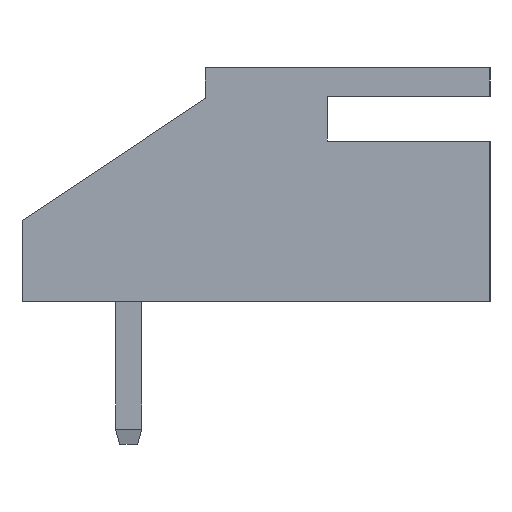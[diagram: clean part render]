
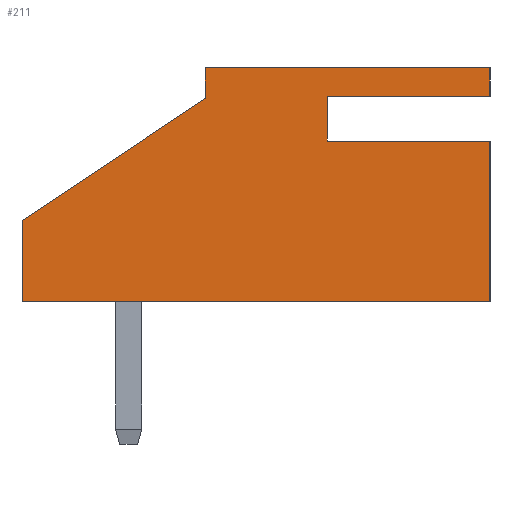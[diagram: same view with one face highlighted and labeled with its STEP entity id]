
A CAD part, left-side view. The second image highlights one B-rep face of the part: STEP entity #211.
In plain terms, the highlighted planar face has unit normal (-1, 0, 0).
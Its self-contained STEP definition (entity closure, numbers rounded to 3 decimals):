
#211=ADVANCED_FACE('',(#2634),#2636,.T.);
#2634=FACE_BOUND('',#2635,.T.);
#2635=EDGE_LOOP('',(#4598,#4599,#4600,#4601,#4602,#4603,#4604,#4605,#4606,#4607));
#2636=PLANE('',#2637);
#2637=AXIS2_PLACEMENT_3D('',#2638,#2639,#2640);
#2638=CARTESIAN_POINT('',(-2.5,0.,0.));
#2639=DIRECTION('',(-1.,0.,0.));
#2640=DIRECTION('',(0.,0.,1.));
#4598=ORIENTED_EDGE('',*,*,#5924,.T.);
#4599=ORIENTED_EDGE('',*,*,#5843,.T.);
#4600=ORIENTED_EDGE('',*,*,#5923,.T.);
#4601=ORIENTED_EDGE('',*,*,#5902,.T.);
#4602=ORIENTED_EDGE('',*,*,#5925,.T.);
#4603=ORIENTED_EDGE('',*,*,#5926,.T.);
#4604=ORIENTED_EDGE('',*,*,#5927,.T.);
#4605=ORIENTED_EDGE('',*,*,#5928,.T.);
#4606=ORIENTED_EDGE('',*,*,#5929,.T.);
#4607=ORIENTED_EDGE('',*,*,#5930,.T.);
#5843=EDGE_CURVE('',#6540,#6538,#6541,.F.);
#5902=EDGE_CURVE('',#6655,#6653,#6656,.T.);
#5923=EDGE_CURVE('',#6538,#6655,#6684,.T.);
#5924=EDGE_CURVE('',#6685,#6540,#6686,.F.);
#5925=EDGE_CURVE('',#6653,#6687,#6688,.T.);
#5926=EDGE_CURVE('',#6687,#6689,#6690,.T.);
#5927=EDGE_CURVE('',#6689,#6691,#6692,.T.);
#5928=EDGE_CURVE('',#6691,#6693,#6694,.T.);
#5929=EDGE_CURVE('',#6693,#6695,#6696,.T.);
#5930=EDGE_CURVE('',#6695,#6685,#6697,.F.);
#6538=VERTEX_POINT('',#7677);
#6540=VERTEX_POINT('',#7681);
#6541=LINE('',#7682,#7683);
#6653=VERTEX_POINT('',#7911);
#6655=VERTEX_POINT('',#7915);
#6656=LINE('',#7916,#7917);
#6684=LINE('',#7987,#7988);
#6685=VERTEX_POINT('',#7990);
#6686=LINE('',#7991,#7992);
#6687=VERTEX_POINT('',#7994);
#6688=LINE('',#7995,#7996);
#6689=VERTEX_POINT('',#7998);
#6690=LINE('',#7999,#8000);
#6691=VERTEX_POINT('',#8002);
#6692=LINE('',#8003,#8004);
#6693=VERTEX_POINT('',#8006);
#6694=LINE('',#8007,#8008);
#6695=VERTEX_POINT('',#8010);
#6696=LINE('',#8011,#8012);
#6697=LINE('',#8014,#8015);
#7677=CARTESIAN_POINT('',(-2.5,-8.88,5.05));
#7681=CARTESIAN_POINT('',(-2.5,-4.88,5.05));
#7682=CARTESIAN_POINT('',(-2.5,-8.88,5.05));
#7683=VECTOR('',#7684,1.);
#7684=DIRECTION('',(0.,1.,0.));
#7911=CARTESIAN_POINT('',(-2.5,-1.88,5.75));
#7915=CARTESIAN_POINT('',(-2.5,-8.88,5.75));
#7916=CARTESIAN_POINT('',(-2.5,-8.88,5.75));
#7917=VECTOR('',#7918,1.);
#7918=DIRECTION('',(0.,1.,0.));
#7987=CARTESIAN_POINT('',(-2.5,-8.88,5.05));
#7988=VECTOR('',#7989,1.);
#7989=DIRECTION('',(0.,0.,1.));
#7990=CARTESIAN_POINT('',(-2.5,-4.88,3.95));
#7991=CARTESIAN_POINT('',(-2.5,-4.88,5.05));
#7992=VECTOR('',#7993,1.);
#7993=DIRECTION('',(0.,0.,-1.));
#7994=CARTESIAN_POINT('',(-2.5,-1.88,5.));
#7995=CARTESIAN_POINT('',(-2.5,-1.88,5.75));
#7996=VECTOR('',#7997,1.);
#7997=DIRECTION('',(0.,0.,-1.));
#7998=CARTESIAN_POINT('',(-2.5,2.62,2.));
#7999=CARTESIAN_POINT('',(-2.5,-1.88,5.));
#8000=VECTOR('',#8001,1.);
#8001=DIRECTION('',(0.,0.832,-0.555));
#8002=CARTESIAN_POINT('',(-2.5,2.62,0.));
#8003=CARTESIAN_POINT('',(-2.5,2.62,2.));
#8004=VECTOR('',#8005,1.);
#8005=DIRECTION('',(0.,0.,-1.));
#8006=CARTESIAN_POINT('',(-2.5,-8.88,0.));
#8007=CARTESIAN_POINT('',(-2.5,2.62,0.));
#8008=VECTOR('',#8009,1.);
#8009=DIRECTION('',(0.,-1.,0.));
#8010=CARTESIAN_POINT('',(-2.5,-8.88,3.95));
#8011=CARTESIAN_POINT('',(-2.5,-8.88,0.));
#8012=VECTOR('',#8013,1.);
#8013=DIRECTION('',(0.,0.,1.));
#8014=CARTESIAN_POINT('',(-2.5,-4.88,3.95));
#8015=VECTOR('',#8016,1.);
#8016=DIRECTION('',(0.,-1.,0.));
